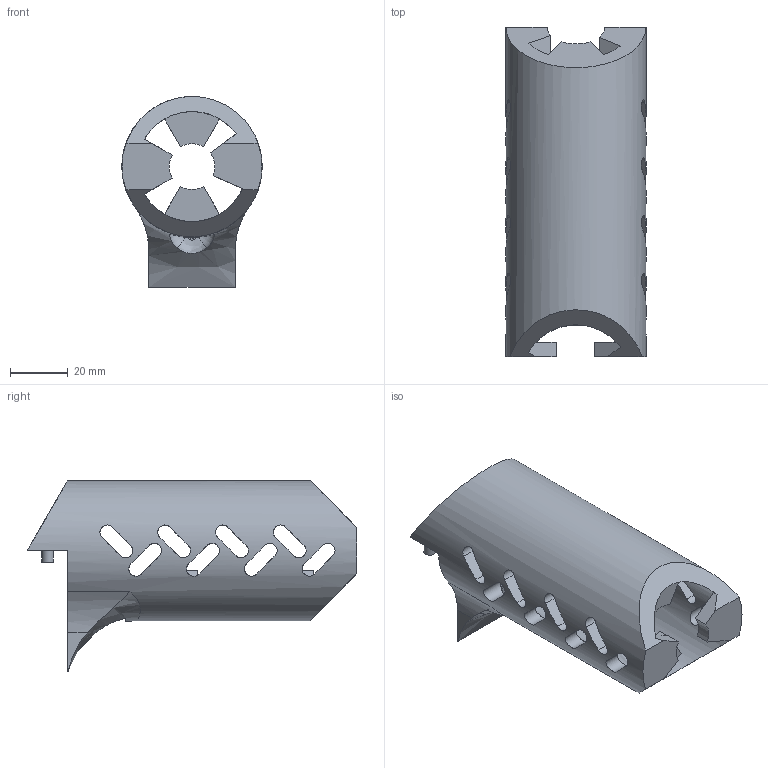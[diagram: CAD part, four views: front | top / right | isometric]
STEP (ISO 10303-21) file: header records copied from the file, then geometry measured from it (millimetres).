
FILE_DESCRIPTION(/* description */ ('Unknown'),/* implementation_level */ '2;1');
FILE_NAME(/* name */ 'ADHD-BARREL',/* time_stamp */ '2019-06-26T20:57:45+10:00',/* author */ ('Unknown'),/* organization */ ('Unknown'),/* preprocessor_version */ 'ST-DEVELOPER v16',/* originating_system */ 'DEX',/* authorisation */ $);
FILE_SCHEMA (('AUTOMOTIVE_DESIGN {1 0 10303 214 3 1 1}'));
Length unit declared in the file: millimetre
Products named in the file (1): ADHD-BARREL
Bounding box: 48.5 x 114 x 66.07 mm (x, y, z)
Volume: 78269.1 mm3; surface area: 35387.6 mm2
Topology: 1 solids, 1 shells, 171 faces, 503 edges, 333 vertices
Faces by surface type: plane 99, cylinder 56, torus 13, bspline 2, cone 1
Full cylindrical faces by diameter (mm): 2.5 x1, 4 x2, 38.1 x1, 48.5 x1
Entity records: 12086 total; most frequent: CARTESIAN_POINT 7553, ORIENTED_EDGE 960, DIRECTION 919, EDGE_CURVE 480, AXIS2_PLACEMENT_3D 356, VERTEX_POINT 321, EDGE_LOOP 217, FACE_BOUND 217
